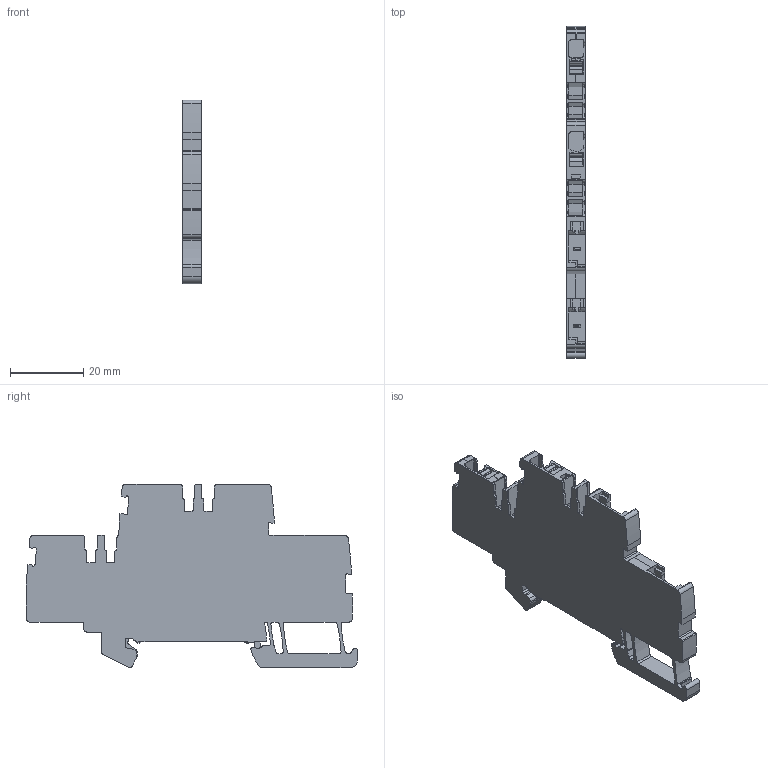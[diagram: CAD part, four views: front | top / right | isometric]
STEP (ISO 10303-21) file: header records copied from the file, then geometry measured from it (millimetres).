
FILE_DESCRIPTION(('CATIA V5R24 STEP','CAx-IF Rec.Pracs.--- Model Styling and Organization---1.2---2011-12-15'),'2;1');
FILE_NAME ('8640622_4', '2017-07-04T08:53:58+00:00', ('Weidmueller Interface'), ('Weidmueller'), 'CATIA Version 5-6 Release 2014 SP4 HF52', 'CATIA V5 STEP AP214', 'none');
FILE_SCHEMA(('AUTOMOTIVE_DESIGN { 1 0 10303 214 1 1 1 1 }'));
Length unit declared in the file: millimetre
Products named in the file (1): 1548130000_APGTB_2-5_2T_FT-PE_4C-2
Bounding box: 5.1 x 90.68 x 50.15 mm (x, y, z)
Volume: 13242.8 mm3; surface area: 10044 mm2
Topology: 16 solids, 16 shells, 666 faces, 1911 edges, 1282 vertices
Faces by surface type: plane 374, cylinder 288, extrusion 4
Entity records: 22255 total; most frequent: CARTESIAN_POINT 4667, ORIENTED_EDGE 3822, DIRECTION 2982, EDGE_CURVE 1911, VECTOR 1294, LINE 1290, VERTEX_POINT 1282, AXIS2_PLACEMENT_3D 1111
